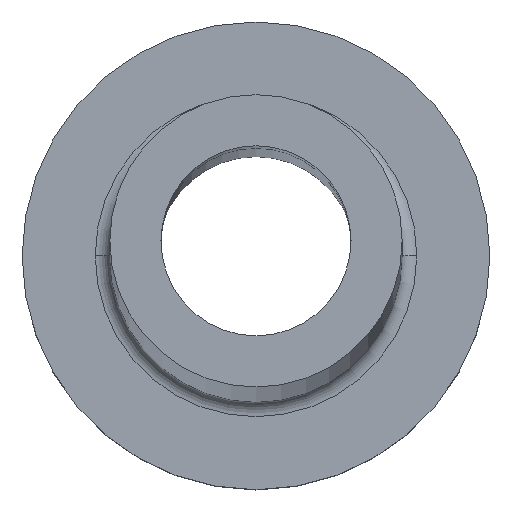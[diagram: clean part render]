
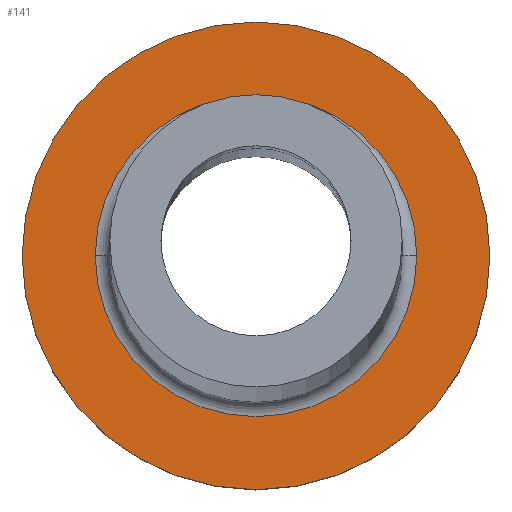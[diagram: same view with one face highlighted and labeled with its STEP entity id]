
A CAD part, top view. The second image highlights one B-rep face of the part: STEP entity #141.
In plain terms, the highlighted planar face has unit normal (0, 0, 1).
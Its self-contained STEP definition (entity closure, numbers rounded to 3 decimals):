
#5 = VERTEX_POINT ( 'NONE', #160 ) ;
#9 = VERTEX_POINT ( 'NONE', #368 ) ;
#26 = ORIENTED_EDGE ( 'NONE', *, *, #173, .T. ) ;
#32 = DIRECTION ( 'NONE',  ( 1., 0., 0. ) ) ;
#40 = DIRECTION ( 'NONE',  ( 0., 0., 1. ) ) ;
#50 = AXIS2_PLACEMENT_3D ( 'NONE', #178, #390, #145 ) ;
#71 = CIRCLE ( 'NONE', #50, 5.5 ) ;
#78 = ORIENTED_EDGE ( 'NONE', *, *, #423, .T. ) ;
#85 = CIRCLE ( 'NONE', #353, 8. ) ;
#95 = CARTESIAN_POINT ( 'NONE',  ( 8., 0., 5. ) ) ;
#96 = PLANE ( 'NONE',  #362 ) ;
#103 = ORIENTED_EDGE ( 'NONE', *, *, #192, .T. ) ;
#105 = DIRECTION ( 'NONE',  ( 1., 0., 0. ) ) ;
#131 = FACE_OUTER_BOUND ( 'NONE', #156, .T. ) ;
#132 = AXIS2_PLACEMENT_3D ( 'NONE', #399, #40, #32 ) ;
#141 = ADVANCED_FACE ( 'NONE', ( #450, #131 ), #96, .T. ) ;
#143 = DIRECTION ( 'NONE',  ( 0., 0., 1. ) ) ;
#145 = DIRECTION ( 'NONE',  ( 1., 0., 0. ) ) ;
#147 = CIRCLE ( 'NONE', #272, 5.5 ) ;
#149 = EDGE_LOOP ( 'NONE', ( #103, #26 ) ) ;
#156 = EDGE_LOOP ( 'NONE', ( #244, #78 ) ) ;
#160 = CARTESIAN_POINT ( 'NONE',  ( 5.5, 0., 5. ) ) ;
#173 = EDGE_CURVE ( 'NONE', #427, #5, #71, .T. ) ;
#178 = CARTESIAN_POINT ( 'NONE',  ( 0., 0., 5. ) ) ;
#192 = EDGE_CURVE ( 'NONE', #5, #427, #147, .T. ) ;
#204 = DIRECTION ( 'NONE',  ( 0., 0., 1. ) ) ;
#210 = DIRECTION ( 'NONE',  ( 0., 0., -1. ) ) ;
#236 = CARTESIAN_POINT ( 'NONE',  ( 0., 0., 5. ) ) ;
#239 = EDGE_CURVE ( 'NONE', #9, #301, #85, .T. ) ;
#244 = ORIENTED_EDGE ( 'NONE', *, *, #239, .T. ) ;
#272 = AXIS2_PLACEMENT_3D ( 'NONE', #383, #210, #457 ) ;
#280 = CARTESIAN_POINT ( 'NONE',  ( -5.5, 0., 5. ) ) ;
#301 = VERTEX_POINT ( 'NONE', #95 ) ;
#325 = CIRCLE ( 'NONE', #132, 8. ) ;
#353 = AXIS2_PLACEMENT_3D ( 'NONE', #375, #204, #411 ) ;
#362 = AXIS2_PLACEMENT_3D ( 'NONE', #236, #143, #105 ) ;
#368 = CARTESIAN_POINT ( 'NONE',  ( -8., 0., 5. ) ) ;
#375 = CARTESIAN_POINT ( 'NONE',  ( 0., 0., 5. ) ) ;
#383 = CARTESIAN_POINT ( 'NONE',  ( 0., 0., 5. ) ) ;
#390 = DIRECTION ( 'NONE',  ( 0., 0., -1. ) ) ;
#399 = CARTESIAN_POINT ( 'NONE',  ( 0., 0., 5. ) ) ;
#411 = DIRECTION ( 'NONE',  ( 1., 0., 0. ) ) ;
#423 = EDGE_CURVE ( 'NONE', #301, #9, #325, .T. ) ;
#427 = VERTEX_POINT ( 'NONE', #280 ) ;
#450 = FACE_BOUND ( 'NONE', #149, .T. ) ;
#457 = DIRECTION ( 'NONE',  ( 1., 0., 0. ) ) ;
